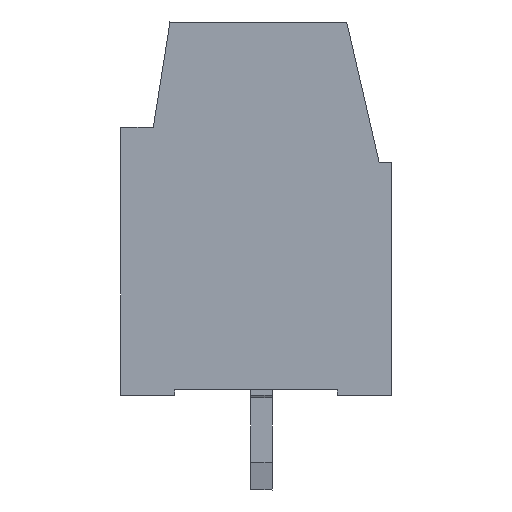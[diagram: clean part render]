
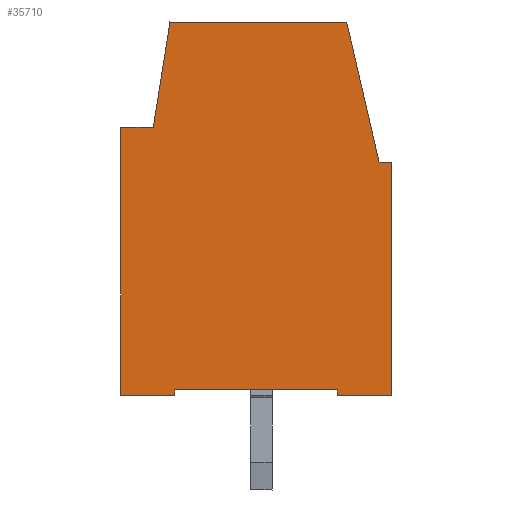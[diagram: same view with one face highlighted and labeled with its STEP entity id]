
A CAD part, left-side view. The second image highlights one B-rep face of the part: STEP entity #35710.
In plain terms, the highlighted planar face has unit normal (-1, 0, 0).
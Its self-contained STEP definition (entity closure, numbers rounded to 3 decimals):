
#35618=AXIS2_PLACEMENT_3D('Plane Axis2P3D',#35615,#35616,#35617) ;
#35226=CARTESIAN_POINT('Vertex',(0.,0.,12.101)) ;
#35229=CARTESIAN_POINT('Line Origine',(0.,0.,7.8)) ;
#35233=CARTESIAN_POINT('Vertex',(0.,0.,3.5)) ;
#35599=CARTESIAN_POINT('Vertex',(0.,0.445,12.1)) ;
#35602=CARTESIAN_POINT('Line Origine',(0.,0.223,12.1)) ;
#35615=CARTESIAN_POINT('Axis2P3D Location',(0.,3.449,14.)) ;
#35620=CARTESIAN_POINT('Line Origine',(0.,1.027,14.623)) ;
#35624=CARTESIAN_POINT('Vertex',(0.,1.609,17.145)) ;
#35627=CARTESIAN_POINT('Line Origine',(0.,1.627,17.223)) ;
#35631=CARTESIAN_POINT('Vertex',(0.,1.645,17.3)) ;
#35634=CARTESIAN_POINT('Line Origine',(0.,4.913,17.3)) ;
#35638=CARTESIAN_POINT('Vertex',(0.,8.181,17.301)) ;
#35641=CARTESIAN_POINT('Line Origine',(0.,8.49,15.351)) ;
#35645=CARTESIAN_POINT('Vertex',(0.,8.799,13.401)) ;
#35648=CARTESIAN_POINT('Line Origine',(0.,9.399,13.401)) ;
#35652=CARTESIAN_POINT('Vertex',(0.,9.999,13.401)) ;
#35655=CARTESIAN_POINT('Line Origine',(0.,10.,8.451)) ;
#35659=CARTESIAN_POINT('Vertex',(0.,10.,3.501)) ;
#35662=CARTESIAN_POINT('Line Origine',(0.,9.,3.501)) ;
#35666=CARTESIAN_POINT('Vertex',(0.,8.,3.501)) ;
#35669=CARTESIAN_POINT('Line Origine',(0.,8.,3.601)) ;
#35673=CARTESIAN_POINT('Vertex',(0.,8.,3.701)) ;
#35676=CARTESIAN_POINT('Line Origine',(0.,5.,3.7)) ;
#35680=CARTESIAN_POINT('Vertex',(0.,2.,3.7)) ;
#35683=CARTESIAN_POINT('Line Origine',(0.,2.,3.6)) ;
#35687=CARTESIAN_POINT('Vertex',(0.,2.,3.5)) ;
#35690=CARTESIAN_POINT('Line Origine',(0.,1.,3.5)) ;
#35230=DIRECTION('Vector Direction',(0.,0.,1.)) ;
#35603=DIRECTION('Vector Direction',(0.,-1.,0.001)) ;
#35616=DIRECTION('Axis2P3D Direction',(1.,0.,0.)) ;
#35617=DIRECTION('Axis2P3D XDirection',(0.,1.,0.)) ;
#35621=DIRECTION('Vector Direction',(0.,0.225,0.974)) ;
#35628=DIRECTION('Vector Direction',(0.,0.225,0.974)) ;
#35635=DIRECTION('Vector Direction',(0.,-1.,0.)) ;
#35642=DIRECTION('Vector Direction',(0.,0.157,-0.988)) ;
#35649=DIRECTION('Vector Direction',(0.,-1.,0.)) ;
#35656=DIRECTION('Vector Direction',(0.,0.,-1.)) ;
#35663=DIRECTION('Vector Direction',(0.,-1.,0.)) ;
#35670=DIRECTION('Vector Direction',(0.,0.,1.)) ;
#35677=DIRECTION('Vector Direction',(0.,-1.,0.)) ;
#35684=DIRECTION('Vector Direction',(0.,0.,-1.)) ;
#35691=DIRECTION('Vector Direction',(0.,-1.,0.)) ;
#35231=VECTOR('Line Direction',#35230,1.) ;
#35604=VECTOR('Line Direction',#35603,1.) ;
#35622=VECTOR('Line Direction',#35621,1.) ;
#35629=VECTOR('Line Direction',#35628,1.) ;
#35636=VECTOR('Line Direction',#35635,1.) ;
#35643=VECTOR('Line Direction',#35642,1.) ;
#35650=VECTOR('Line Direction',#35649,1.) ;
#35657=VECTOR('Line Direction',#35656,1.) ;
#35664=VECTOR('Line Direction',#35663,1.) ;
#35671=VECTOR('Line Direction',#35670,1.) ;
#35678=VECTOR('Line Direction',#35677,1.) ;
#35685=VECTOR('Line Direction',#35684,1.) ;
#35692=VECTOR('Line Direction',#35691,1.) ;
#35696=ORIENTED_EDGE('',*,*,#35235,.T.) ;
#35697=ORIENTED_EDGE('',*,*,#35606,.F.) ;
#35698=ORIENTED_EDGE('',*,*,#35626,.T.) ;
#35699=ORIENTED_EDGE('',*,*,#35633,.T.) ;
#35700=ORIENTED_EDGE('',*,*,#35640,.F.) ;
#35701=ORIENTED_EDGE('',*,*,#35647,.T.) ;
#35702=ORIENTED_EDGE('',*,*,#35654,.F.) ;
#35703=ORIENTED_EDGE('',*,*,#35661,.T.) ;
#35704=ORIENTED_EDGE('',*,*,#35668,.T.) ;
#35705=ORIENTED_EDGE('',*,*,#35675,.T.) ;
#35706=ORIENTED_EDGE('',*,*,#35682,.T.) ;
#35707=ORIENTED_EDGE('',*,*,#35689,.T.) ;
#35708=ORIENTED_EDGE('',*,*,#35694,.T.) ;
#35710=ADVANCED_FACE('COVER',(#35709),#35619,.F.) ;
#35235=EDGE_CURVE('',#35234,#35227,#35232,.T.) ;
#35606=EDGE_CURVE('',#35600,#35227,#35605,.T.) ;
#35626=EDGE_CURVE('',#35600,#35625,#35623,.T.) ;
#35633=EDGE_CURVE('',#35625,#35632,#35630,.T.) ;
#35640=EDGE_CURVE('',#35639,#35632,#35637,.T.) ;
#35647=EDGE_CURVE('',#35639,#35646,#35644,.T.) ;
#35654=EDGE_CURVE('',#35653,#35646,#35651,.T.) ;
#35661=EDGE_CURVE('',#35653,#35660,#35658,.T.) ;
#35668=EDGE_CURVE('',#35660,#35667,#35665,.T.) ;
#35675=EDGE_CURVE('',#35667,#35674,#35672,.T.) ;
#35682=EDGE_CURVE('',#35674,#35681,#35679,.T.) ;
#35689=EDGE_CURVE('',#35681,#35688,#35686,.T.) ;
#35694=EDGE_CURVE('',#35688,#35234,#35693,.T.) ;
#35695=EDGE_LOOP('',(#35696,#35697,#35698,#35699,#35700,#35701,#35702,#35703,#35704,#35705,#35706,#35707,#35708)) ;
#35709=FACE_OUTER_BOUND('',#35695,.T.) ;
#35232=LINE('Line',#35229,#35231) ;
#35605=LINE('Line',#35602,#35604) ;
#35623=LINE('Line',#35620,#35622) ;
#35630=LINE('Line',#35627,#35629) ;
#35637=LINE('Line',#35634,#35636) ;
#35644=LINE('Line',#35641,#35643) ;
#35651=LINE('Line',#35648,#35650) ;
#35658=LINE('Line',#35655,#35657) ;
#35665=LINE('Line',#35662,#35664) ;
#35672=LINE('Line',#35669,#35671) ;
#35679=LINE('Line',#35676,#35678) ;
#35686=LINE('Line',#35683,#35685) ;
#35693=LINE('Line',#35690,#35692) ;
#35619=PLANE('',#35618) ;
#35227=VERTEX_POINT('',#35226) ;
#35234=VERTEX_POINT('',#35233) ;
#35600=VERTEX_POINT('',#35599) ;
#35625=VERTEX_POINT('',#35624) ;
#35632=VERTEX_POINT('',#35631) ;
#35639=VERTEX_POINT('',#35638) ;
#35646=VERTEX_POINT('',#35645) ;
#35653=VERTEX_POINT('',#35652) ;
#35660=VERTEX_POINT('',#35659) ;
#35667=VERTEX_POINT('',#35666) ;
#35674=VERTEX_POINT('',#35673) ;
#35681=VERTEX_POINT('',#35680) ;
#35688=VERTEX_POINT('',#35687) ;
